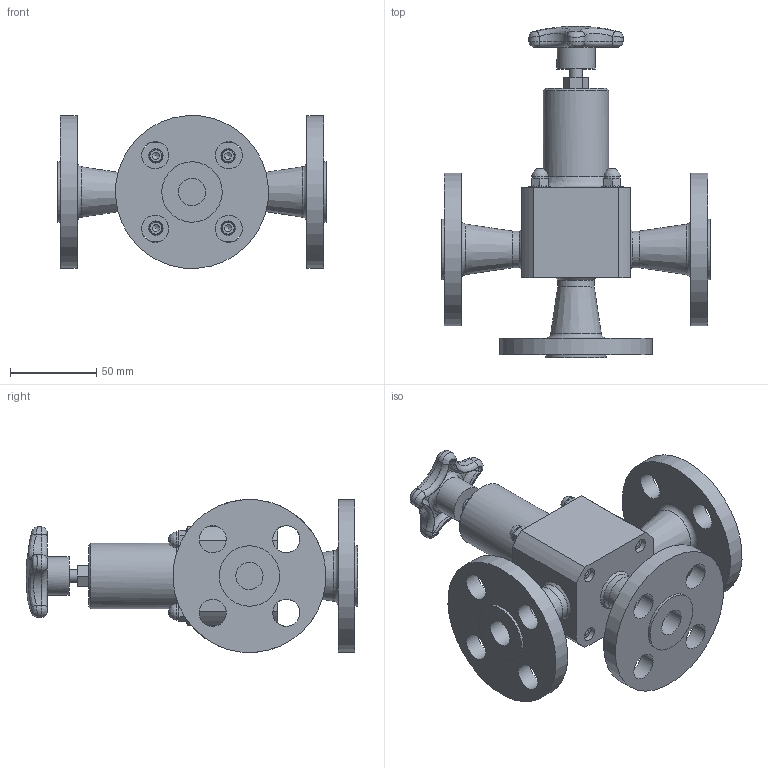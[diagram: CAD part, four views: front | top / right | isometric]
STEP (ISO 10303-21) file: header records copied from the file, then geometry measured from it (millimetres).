
FILE_DESCRIPTION((''),'2;1');
FILE_NAME('TVPFW45-SS-G_R0.ipt.stp','2017-04-04T12:17:23',(''),(''),'Autodesk Inventor 2009','Autodesk Inventor 2009','');
FILE_SCHEMA(('AUTOMOTIVE_DESIGN { 1 0 10303 214 1 1 1 1 }'));
Length unit declared in the file: inch
Products named in the file (1): TVPFW45-SS-G_R0
Bounding box: 155.96 x 192.33 x 88.72 mm (x, y, z)
Volume: 460711.5 mm3; surface area: 93677.7 mm2
Topology: 1 solids, 10 shells, 414 faces, 981 edges, 608 vertices
Faces by surface type: plane 164, cone 83, cylinder 75, bspline 61, torus 18, sphere 13
Full cylindrical faces by diameter (mm): 3.734 x4, 7.442 x1, 7.925 x4, 9.525 x4, 12.7 x4, 15.748 x12, 15.799 x3, 21.336 x3, 22.098 x1, 35.052 x3, 38.1 x2, 38.735 x1, 88.9 x3
Entity records: 13959 total; most frequent: CARTESIAN_POINT 5131, DIRECTION 1742, ORIENTED_EDGE 1712, EDGE_CURVE 856, AXIS2_PLACEMENT_3D 759, VERTEX_POINT 579, EDGE_LOOP 565, FACE_OUTER_BOUND 414
